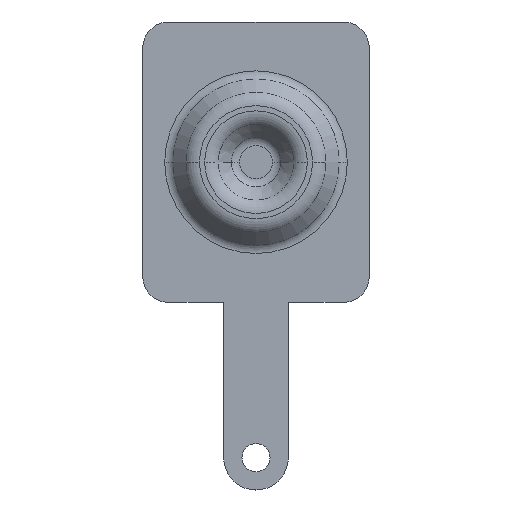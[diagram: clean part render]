
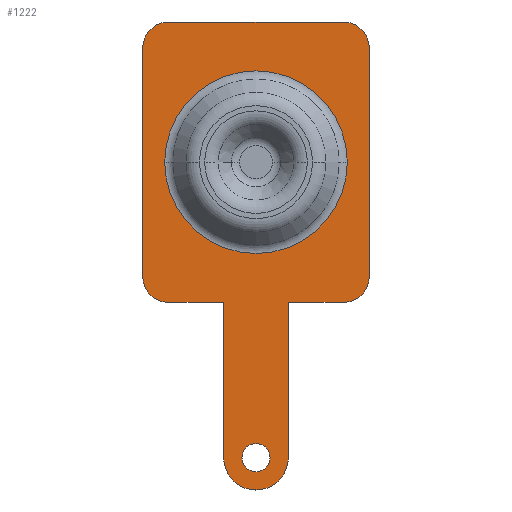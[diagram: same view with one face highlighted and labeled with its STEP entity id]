
A CAD part, top view. The second image highlights one B-rep face of the part: STEP entity #1222.
In plain terms, the highlighted planar face has unit normal (0, 0, 1).
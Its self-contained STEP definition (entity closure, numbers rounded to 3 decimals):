
#16 = VERTEX_POINT ( 'NONE', #524 ) ;
#23 = DIRECTION ( 'NONE',  ( 0., 0., 1. ) ) ;
#31 = VERTEX_POINT ( 'NONE', #207 ) ;
#36 = CARTESIAN_POINT ( 'NONE',  ( 4.05, 20.5, 0.3 ) ) ;
#53 = DIRECTION ( 'NONE',  ( 0., 0., -1. ) ) ;
#57 = LINE ( 'NONE', #188, #693 ) ;
#71 = CARTESIAN_POINT ( 'NONE',  ( 5.25, 9.9, 0.3 ) ) ;
#83 = AXIS2_PLACEMENT_3D ( 'NONE', #36, #451, #1226 ) ;
#94 = ORIENTED_EDGE ( 'NONE', *, *, #735, .T. ) ;
#102 = CIRCLE ( 'NONE', #1174, 1.2 ) ;
#112 = CARTESIAN_POINT ( 'NONE',  ( 4.05, 21.7, 0.3 ) ) ;
#117 = ORIENTED_EDGE ( 'NONE', *, *, #1173, .T. ) ;
#121 = ORIENTED_EDGE ( 'NONE', *, *, #785, .T. ) ;
#124 = CARTESIAN_POINT ( 'NONE',  ( 4.05, 9.9, 0.3 ) ) ;
#126 = ORIENTED_EDGE ( 'NONE', *, *, #1154, .T. ) ;
#136 = VERTEX_POINT ( 'NONE', #1223 ) ;
#150 = FACE_BOUND ( 'NONE', #1063, .T. ) ;
#152 = CARTESIAN_POINT ( 'NONE',  ( -4.05, 9.9, 0.3 ) ) ;
#155 = DIRECTION ( 'NONE',  ( 0., 1., 0. ) ) ;
#157 = VERTEX_POINT ( 'NONE', #440 ) ;
#188 = CARTESIAN_POINT ( 'NONE',  ( -4.05, 21.7, 0.3 ) ) ;
#191 = CARTESIAN_POINT ( 'NONE',  ( 0., 1.5, 0.3 ) ) ;
#194 = DIRECTION ( 'NONE',  ( 0., -1., 0. ) ) ;
#205 = CARTESIAN_POINT ( 'NONE',  ( -4.05, 8.7, 0.3 ) ) ;
#207 = CARTESIAN_POINT ( 'NONE',  ( -5.25, 9.9, 0.3 ) ) ;
#216 = DIRECTION ( 'NONE',  ( 0., 1., 0. ) ) ;
#226 = DIRECTION ( 'NONE',  ( 1., 0., 0. ) ) ;
#288 = DIRECTION ( 'NONE',  ( 0., 0., 1. ) ) ;
#292 = DIRECTION ( 'NONE',  ( -1., 0., 0. ) ) ;
#295 = CIRCLE ( 'NONE', #1196, 4.233 ) ;
#319 = VECTOR ( 'NONE', #194, 1000. ) ;
#320 = DIRECTION ( 'NONE',  ( 1., 0., 0. ) ) ;
#322 = CIRCLE ( 'NONE', #83, 1.2 ) ;
#331 = VERTEX_POINT ( 'NONE', #205 ) ;
#335 = VECTOR ( 'NONE', #812, 1000. ) ;
#338 = EDGE_CURVE ( 'NONE', #1143, #796, #484, .T. ) ;
#340 = DIRECTION ( 'NONE',  ( 0., 0., -1. ) ) ;
#349 = DIRECTION ( 'NONE',  ( 0., 0., 1. ) ) ;
#357 = DIRECTION ( 'NONE',  ( 1., 0., 0. ) ) ;
#358 = CARTESIAN_POINT ( 'NONE',  ( -1.5, 8.7, 0.3 ) ) ;
#362 = ORIENTED_EDGE ( 'NONE', *, *, #461, .T. ) ;
#363 = CARTESIAN_POINT ( 'NONE',  ( 0.65, 1.5, 0.3 ) ) ;
#378 = EDGE_CURVE ( 'NONE', #983, #16, #678, .T. ) ;
#395 = CARTESIAN_POINT ( 'NONE',  ( -4.233, 15.2, 0.3 ) ) ;
#412 = DIRECTION ( 'NONE',  ( 1., 0., 0. ) ) ;
#420 = CARTESIAN_POINT ( 'NONE',  ( -4.05, 21.7, 0.3 ) ) ;
#422 = CARTESIAN_POINT ( 'NONE',  ( -5.25, 20.5, 0.3 ) ) ;
#430 = EDGE_CURVE ( 'NONE', #505, #966, #711, .T. ) ;
#440 = CARTESIAN_POINT ( 'NONE',  ( 1.5, 1.5, 0.3 ) ) ;
#445 = VERTEX_POINT ( 'NONE', #420 ) ;
#451 = DIRECTION ( 'NONE',  ( 0., 0., 1. ) ) ;
#459 = ORIENTED_EDGE ( 'NONE', *, *, #338, .T. ) ;
#461 = EDGE_CURVE ( 'NONE', #698, #1159, #322, .T. ) ;
#462 = CARTESIAN_POINT ( 'NONE',  ( 0., 1.5, 0.3 ) ) ;
#463 = AXIS2_PLACEMENT_3D ( 'NONE', #462, #1146, #775 ) ;
#483 = VECTOR ( 'NONE', #216, 1000. ) ;
#484 = CIRCLE ( 'NONE', #1234, 4.233 ) ;
#486 = CARTESIAN_POINT ( 'NONE',  ( -1.5, 1.5, 0.3 ) ) ;
#499 = LINE ( 'NONE', #521, #335 ) ;
#500 = DIRECTION ( 'NONE',  ( 0., 0., 1. ) ) ;
#502 = CIRCLE ( 'NONE', #552, 1.2 ) ;
#505 = VERTEX_POINT ( 'NONE', #799 ) ;
#518 = EDGE_LOOP ( 'NONE', ( #600, #1238 ) ) ;
#521 = CARTESIAN_POINT ( 'NONE',  ( -4.05, 8.7, 0.3 ) ) ;
#524 = CARTESIAN_POINT ( 'NONE',  ( -1.5, 1.5, 0.3 ) ) ;
#526 = DIRECTION ( 'NONE',  ( 1., 0., 0. ) ) ;
#540 = ORIENTED_EDGE ( 'NONE', *, *, #1050, .T. ) ;
#541 = AXIS2_PLACEMENT_3D ( 'NONE', #124, #1038, #526 ) ;
#543 = CARTESIAN_POINT ( 'NONE',  ( 0., 15.2, 0.3 ) ) ;
#546 = FACE_BOUND ( 'NONE', #518, .T. ) ;
#552 = AXIS2_PLACEMENT_3D ( 'NONE', #869, #288, #1161 ) ;
#566 = CARTESIAN_POINT ( 'NONE',  ( 0., 15.2, 0.3 ) ) ;
#573 = DIRECTION ( 'NONE',  ( 0., -1., 0. ) ) ;
#574 = EDGE_CURVE ( 'NONE', #1216, #737, #1255, .T. ) ;
#600 = ORIENTED_EDGE ( 'NONE', *, *, #430, .F. ) ;
#603 = LINE ( 'NONE', #739, #483 ) ;
#609 = CARTESIAN_POINT ( 'NONE',  ( 4.05, 8.7, 0.3 ) ) ;
#623 = CIRCLE ( 'NONE', #706, 0.65 ) ;
#632 = EDGE_CURVE ( 'NONE', #31, #331, #102, .T. ) ;
#647 = VECTOR ( 'NONE', #573, 1000. ) ;
#674 = CARTESIAN_POINT ( 'NONE',  ( 4.233, 15.2, 0.3 ) ) ;
#678 = LINE ( 'NONE', #486, #647 ) ;
#688 = DIRECTION ( 'NONE',  ( 1., 0., 0. ) ) ;
#692 = DIRECTION ( 'NONE',  ( 0., 0., 1. ) ) ;
#693 = VECTOR ( 'NONE', #292, 1000. ) ;
#698 = VERTEX_POINT ( 'NONE', #1151 ) ;
#706 = AXIS2_PLACEMENT_3D ( 'NONE', #1152, #692, #688 ) ;
#710 = CIRCLE ( 'NONE', #463, 1.5 ) ;
#711 = CIRCLE ( 'NONE', #792, 0.65 ) ;
#718 = ORIENTED_EDGE ( 'NONE', *, *, #378, .T. ) ;
#727 = CARTESIAN_POINT ( 'NONE',  ( 1.5, 8.7, 0.3 ) ) ;
#728 = VECTOR ( 'NONE', #155, 1000. ) ;
#735 = EDGE_CURVE ( 'NONE', #445, #1145, #502, .T. ) ;
#737 = VERTEX_POINT ( 'NONE', #71 ) ;
#739 = CARTESIAN_POINT ( 'NONE',  ( 5.25, 20.5, 0.3 ) ) ;
#741 = CARTESIAN_POINT ( 'NONE',  ( 4.05, 9.9, 0.3 ) ) ;
#765 = DIRECTION ( 'NONE',  ( 1., 0., 0. ) ) ;
#775 = DIRECTION ( 'NONE',  ( 1., 0., 0. ) ) ;
#785 = EDGE_CURVE ( 'NONE', #1159, #445, #57, .T. ) ;
#792 = AXIS2_PLACEMENT_3D ( 'NONE', #191, #500, #412 ) ;
#796 = VERTEX_POINT ( 'NONE', #395 ) ;
#799 = CARTESIAN_POINT ( 'NONE',  ( -0.65, 1.5, 0.3 ) ) ;
#812 = DIRECTION ( 'NONE',  ( 1., 0., 0. ) ) ;
#814 = EDGE_CURVE ( 'NONE', #1145, #31, #915, .T. ) ;
#815 = ORIENTED_EDGE ( 'NONE', *, *, #632, .T. ) ;
#837 = AXIS2_PLACEMENT_3D ( 'NONE', #741, #23, #320 ) ;
#850 = ORIENTED_EDGE ( 'NONE', *, *, #1108, .T. ) ;
#855 = EDGE_CURVE ( 'NONE', #966, #505, #623, .T. ) ;
#863 = ORIENTED_EDGE ( 'NONE', *, *, #1036, .T. ) ;
#864 = CARTESIAN_POINT ( 'NONE',  ( 1.5, 1.5, 0.3 ) ) ;
#869 = CARTESIAN_POINT ( 'NONE',  ( -4.05, 20.5, 0.3 ) ) ;
#915 = LINE ( 'NONE', #1082, #319 ) ;
#925 = LINE ( 'NONE', #727, #1189 ) ;
#966 = VERTEX_POINT ( 'NONE', #363 ) ;
#982 = ORIENTED_EDGE ( 'NONE', *, *, #574, .T. ) ;
#983 = VERTEX_POINT ( 'NONE', #358 ) ;
#1002 = DIRECTION ( 'NONE',  ( 1., 0., 0. ) ) ;
#1036 = EDGE_CURVE ( 'NONE', #796, #1143, #295, .T. ) ;
#1038 = DIRECTION ( 'NONE',  ( 0., 0., 1. ) ) ;
#1049 = EDGE_LOOP ( 'NONE', ( #126, #982, #1131, #362, #121, #94, #1167, #815, #117, #718, #850, #540 ) ) ;
#1050 = EDGE_CURVE ( 'NONE', #157, #136, #1123, .T. ) ;
#1063 = EDGE_LOOP ( 'NONE', ( #459, #863 ) ) ;
#1082 = CARTESIAN_POINT ( 'NONE',  ( -5.25, 20.5, 0.3 ) ) ;
#1108 = EDGE_CURVE ( 'NONE', #16, #157, #710, .T. ) ;
#1123 = LINE ( 'NONE', #864, #728 ) ;
#1131 = ORIENTED_EDGE ( 'NONE', *, *, #1162, .T. ) ;
#1143 = VERTEX_POINT ( 'NONE', #674 ) ;
#1145 = VERTEX_POINT ( 'NONE', #422 ) ;
#1146 = DIRECTION ( 'NONE',  ( 0., 0., 1. ) ) ;
#1151 = CARTESIAN_POINT ( 'NONE',  ( 5.25, 20.5, 0.3 ) ) ;
#1152 = CARTESIAN_POINT ( 'NONE',  ( 0., 1.5, 0.3 ) ) ;
#1154 = EDGE_CURVE ( 'NONE', #136, #1216, #925, .T. ) ;
#1159 = VERTEX_POINT ( 'NONE', #112 ) ;
#1161 = DIRECTION ( 'NONE',  ( 1., 0., 0. ) ) ;
#1162 = EDGE_CURVE ( 'NONE', #737, #698, #603, .T. ) ;
#1167 = ORIENTED_EDGE ( 'NONE', *, *, #814, .T. ) ;
#1173 = EDGE_CURVE ( 'NONE', #331, #983, #499, .T. ) ;
#1174 = AXIS2_PLACEMENT_3D ( 'NONE', #152, #349, #357 ) ;
#1189 = VECTOR ( 'NONE', #1002, 1000. ) ;
#1193 = PLANE ( 'NONE',  #837 ) ;
#1196 = AXIS2_PLACEMENT_3D ( 'NONE', #566, #53, #765 ) ;
#1216 = VERTEX_POINT ( 'NONE', #609 ) ;
#1222 = ADVANCED_FACE ( 'NONE', ( #150, #1281, #546 ), #1193, .T. ) ;
#1223 = CARTESIAN_POINT ( 'NONE',  ( 1.5, 8.7, 0.3 ) ) ;
#1226 = DIRECTION ( 'NONE',  ( -1., 0., 0. ) ) ;
#1234 = AXIS2_PLACEMENT_3D ( 'NONE', #543, #340, #226 ) ;
#1238 = ORIENTED_EDGE ( 'NONE', *, *, #855, .F. ) ;
#1255 = CIRCLE ( 'NONE', #541, 1.2 ) ;
#1281 = FACE_OUTER_BOUND ( 'NONE', #1049, .T. ) ;
